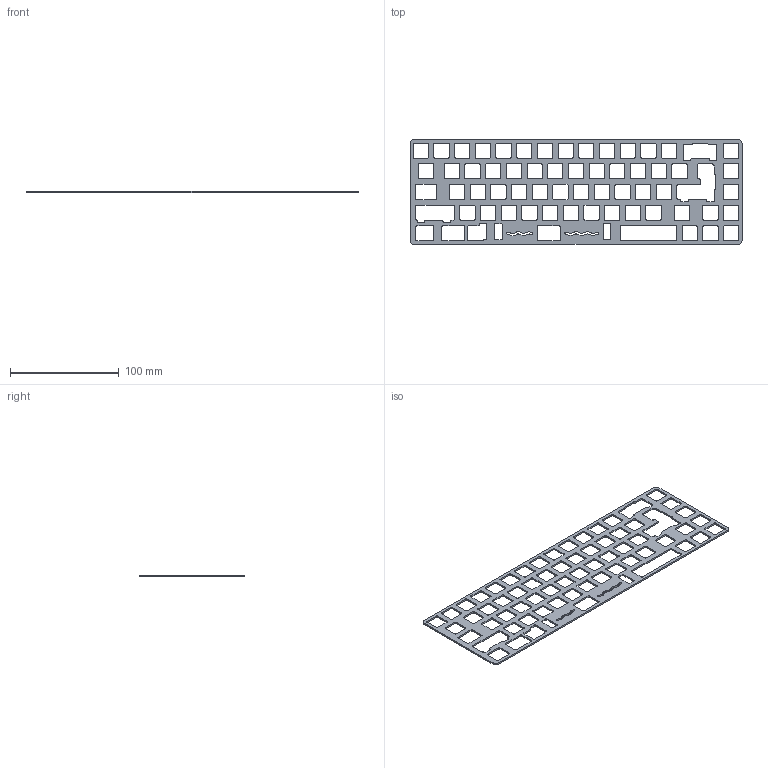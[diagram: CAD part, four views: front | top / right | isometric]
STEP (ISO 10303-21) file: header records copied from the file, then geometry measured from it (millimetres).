
FILE_DESCRIPTION(('KiCad electronic assembly'),'2;1');
FILE_NAME('discipline-pcb.step','2025-11-15T16:43:39',('Pcbnew'),( 'Kicad'),'Open CASCADE STEP processor 7.8','KiCad to STEP converter' ,'Unknown');
FILE_SCHEMA(('AUTOMOTIVE_DESIGN { 1 0 10303 214 1 1 1 1 }'));
Length unit declared in the file: millimetre
Products named in the file (2): discipline-pcb 1; discipline-pcb_PCB
Assembly tree (1 placements, depth 2):
  discipline-pcb 1
    discipline-pcb_PCB
Bounding box: 305.75 x 96.2 x 1.51 mm (x, y, z)
Volume: 21625.2 mm3; surface area: 35940.4 mm2
Topology: 1 solids, 1 shells, 653 faces, 1953 edges, 1302 vertices
Faces by surface type: cylinder 342, plane 311
Entity records: 22504 total; most frequent: DIRECTION 3947, CARTESIAN_POINT 3910, ORIENTED_EDGE 3906, EDGE_CURVE 1953, AXIS2_PLACEMENT_3D 1339, VERTEX_POINT 1302, LINE 1269, VECTOR 1269
